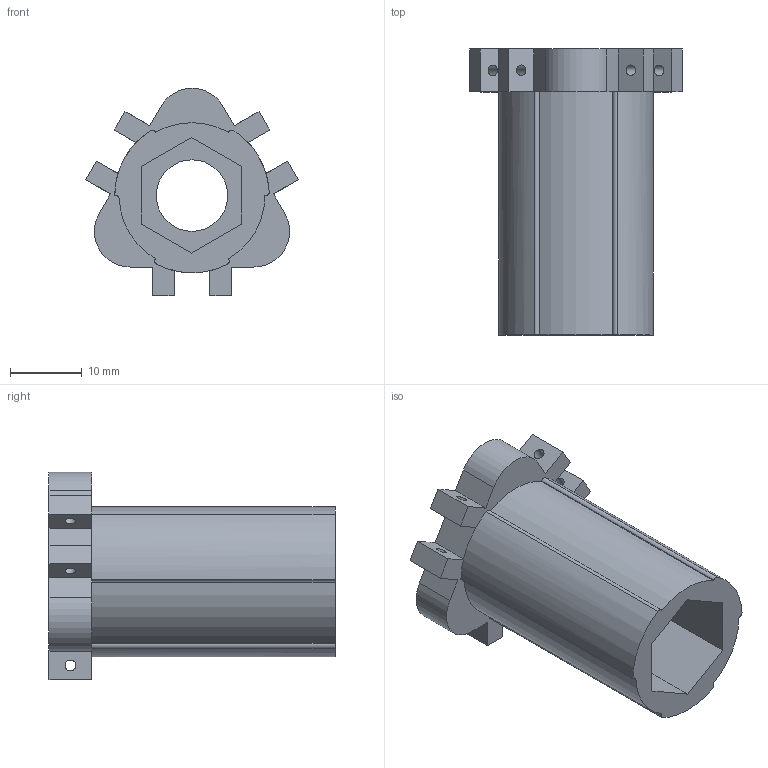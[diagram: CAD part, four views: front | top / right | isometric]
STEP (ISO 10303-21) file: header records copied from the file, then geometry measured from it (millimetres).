
FILE_DESCRIPTION(/* description */ ('STEP AP214'),/* implementation_level */ '2;1');
FILE_NAME(/* name */ '619baa109c9821635207509a',/* time_stamp */ '2021-11-22T14:32:49+00:00',/* author */ (''),/* organization */ (''),/* preprocessor_version */ 'ST-DEVELOPER v18.1',/* originating_system */ ' ',/* authorisation */ ' ');
FILE_SCHEMA (('AUTOMOTIVE_DESIGN {1 0 10303 214 3 1 1}'));
Length unit declared in the file: metre
Products named in the file (1): Tige
Bounding box: 29.75 x 40 x 29 mm (x, y, z)
Volume: 9155.4 mm3; surface area: 5876.9 mm2
Topology: 1 solids, 1 shells, 70 faces, 198 edges, 131 vertices
Faces by surface type: plane 48, cylinder 22
Full cylindrical faces by diameter (mm): 1.5 x6, 10 x1
Entity records: 2264 total; most frequent: CARTESIAN_POINT 387, DIRECTION 380, ORIENTED_EDGE 376, EDGE_CURVE 188, LINE 138, VECTOR 138, VERTEX_POINT 128, AXIS2_PLACEMENT_3D 121
